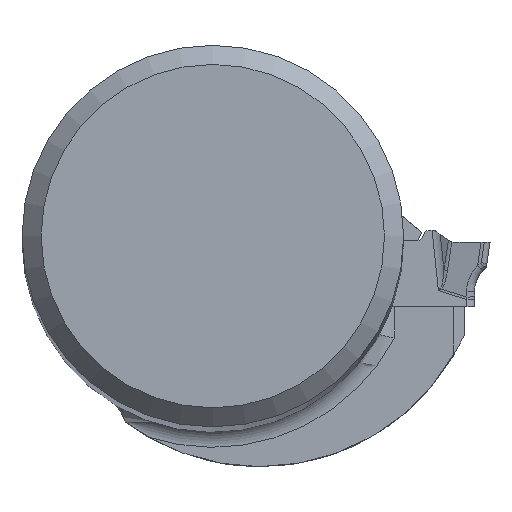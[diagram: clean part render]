
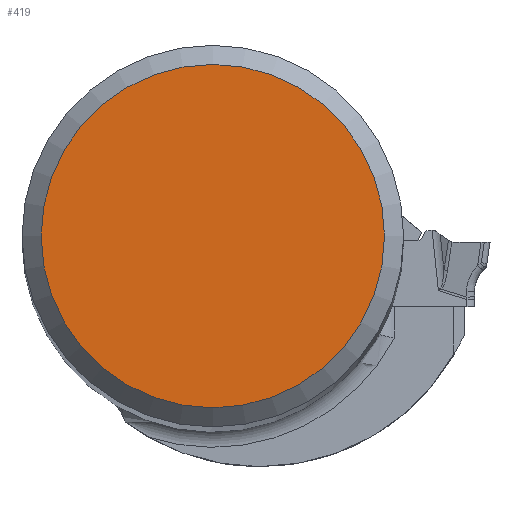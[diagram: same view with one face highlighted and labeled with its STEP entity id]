
A CAD part, top view. The second image highlights one B-rep face of the part: STEP entity #419.
In plain terms, the highlighted planar face has unit normal (0, 0, 1).
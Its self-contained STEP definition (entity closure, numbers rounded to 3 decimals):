
#195=FACE_OUTER_BOUND('',#998,.T.);
#419=ADVANCED_FACE('TB_BL_N5_SU8',(#195),#544,.F.);
#544=PLANE('',#2473);
#998=EDGE_LOOP('',(#1220));
#1220=ORIENTED_EDGE('',*,*,#2066,.T.);
#1834=VERTEX_POINT('',#3506);
#2066=EDGE_CURVE('',#1834,#1834,#2340,.T.);
#2340=CIRCLE('',#2471,8.982);
#2471=AXIS2_PLACEMENT_3D('',#3505,#2754,#2755);
#2473=AXIS2_PLACEMENT_3D('',#3508,#2758,#2759);
#2754=DIRECTION('',(0.,0.,1.));
#2755=DIRECTION('',(-1.,0.,0.));
#2758=DIRECTION('',(0.,0.,-1.));
#2759=DIRECTION('',(1.,0.,0.));
#3505=CARTESIAN_POINT('',(0.,0.,0.));
#3506=CARTESIAN_POINT('',(-8.982,0.,0.));
#3508=CARTESIAN_POINT('',(-8.982,0.,0.));
